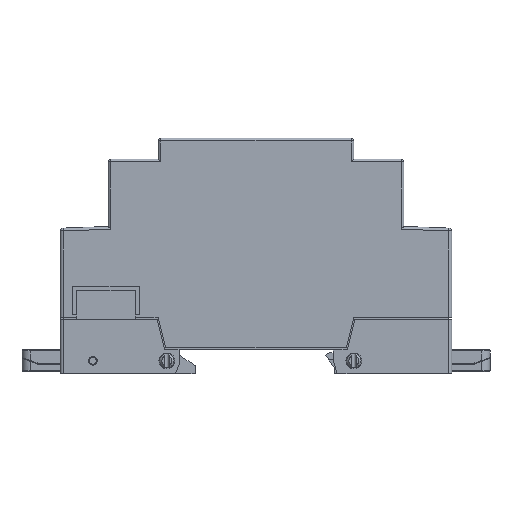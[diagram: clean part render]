
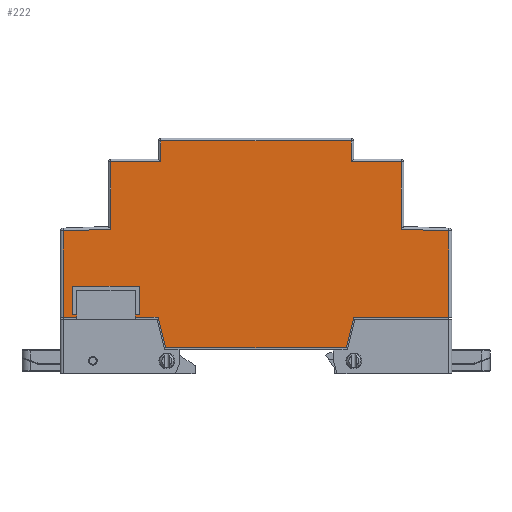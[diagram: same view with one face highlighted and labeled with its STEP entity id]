
A CAD part, left-side view. The second image highlights one B-rep face of the part: STEP entity #222.
In plain terms, the highlighted planar face has unit normal (-1, 0, 0).
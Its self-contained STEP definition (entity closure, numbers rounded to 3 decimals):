
#222=ADVANCED_FACE('Corps principal',(#914),#915,.F.);
#914=FACE_OUTER_BOUND('',#2022,.T.);
#915=PLANE('',#2023);
#2022=EDGE_LOOP('',(#4129,#4130,#4131,#4132,#4133,#4134,#4135,#4136,#4137,#4138,#4139,#4140,#4141,#4142,#4143,#4144,#4145,#4146,#4147,#4148,#4149,#4150,#4151,#4152));
#2023=AXIS2_PLACEMENT_3D('',#4153,#4154,#4155);
#4129=ORIENTED_EDGE('',*,*,#7682,.F.);
#4130=ORIENTED_EDGE('',*,*,#7683,.F.);
#4131=ORIENTED_EDGE('',*,*,#7675,.F.);
#4132=ORIENTED_EDGE('',*,*,#7554,.T.);
#4133=ORIENTED_EDGE('',*,*,#7549,.F.);
#4134=ORIENTED_EDGE('',*,*,#7532,.F.);
#4135=ORIENTED_EDGE('',*,*,#7539,.F.);
#4136=ORIENTED_EDGE('',*,*,#7536,.F.);
#4137=ORIENTED_EDGE('',*,*,#7547,.F.);
#4138=ORIENTED_EDGE('',*,*,#7568,.T.);
#4139=ORIENTED_EDGE('',*,*,#7571,.F.);
#4140=ORIENTED_EDGE('',*,*,#7572,.F.);
#4141=ORIENTED_EDGE('',*,*,#7528,.F.);
#4142=ORIENTED_EDGE('',*,*,#7523,.F.);
#4143=ORIENTED_EDGE('',*,*,#7575,.F.);
#4144=ORIENTED_EDGE('',*,*,#7578,.F.);
#4145=ORIENTED_EDGE('',*,*,#7611,.T.);
#4146=ORIENTED_EDGE('',*,*,#7609,.F.);
#4147=ORIENTED_EDGE('',*,*,#7662,.T.);
#4148=ORIENTED_EDGE('',*,*,#7660,.F.);
#4149=ORIENTED_EDGE('',*,*,#7657,.F.);
#4150=ORIENTED_EDGE('',*,*,#7673,.T.);
#4151=ORIENTED_EDGE('',*,*,#7671,.F.);
#4152=ORIENTED_EDGE('',*,*,#7684,.T.);
#4153=CARTESIAN_POINT('',(-17.8,0.0,0.0));
#4154=DIRECTION('',(1.0,0.0,0.0));
#4155=DIRECTION('',(0.0,1.0,-0.0));
#7523=EDGE_CURVE('',#9008,#9011,#9012,.T.);
#7528=EDGE_CURVE('',#9011,#9018,#9019,.T.);
#7532=EDGE_CURVE('',#9023,#9026,#9027,.T.);
#7536=EDGE_CURVE('',#9031,#9034,#9035,.T.);
#7539=EDGE_CURVE('',#9034,#9023,#9039,.T.);
#7547=EDGE_CURVE('',#9050,#9031,#9052,.T.);
#7549=EDGE_CURVE('',#9026,#9053,#9055,.T.);
#7554=EDGE_CURVE('',#9063,#9053,#9064,.T.);
#7568=EDGE_CURVE('',#9050,#9084,#9085,.T.);
#7571=EDGE_CURVE('',#9087,#9084,#9089,.T.);
#7572=EDGE_CURVE('',#9018,#9087,#9090,.T.);
#7575=EDGE_CURVE('',#9094,#9008,#9096,.T.);
#7578=EDGE_CURVE('',#9100,#9094,#9101,.T.);
#7609=EDGE_CURVE('',#9145,#9148,#9149,.T.);
#7611=EDGE_CURVE('',#9100,#9148,#9151,.F.);
#7657=EDGE_CURVE('',#9219,#9222,#9223,.T.);
#7660=EDGE_CURVE('',#9222,#9226,#9227,.T.);
#7662=EDGE_CURVE('',#9145,#9226,#9229,.F.);
#7671=EDGE_CURVE('',#9239,#9242,#9243,.T.);
#7673=EDGE_CURVE('',#9219,#9242,#9245,.F.);
#7675=EDGE_CURVE('',#9063,#9248,#9249,.F.);
#7682=EDGE_CURVE('',#9258,#9259,#9260,.F.);
#7683=EDGE_CURVE('',#9248,#9258,#9261,.T.);
#7684=EDGE_CURVE('',#9239,#9259,#9262,.F.);
#9008=VERTEX_POINT('',#11548);
#9011=VERTEX_POINT('',#11552);
#9012=LINE('',#11553,#11554);
#9018=VERTEX_POINT('',#11564);
#9019=LINE('',#11565,#11566);
#9023=VERTEX_POINT('',#11572);
#9026=VERTEX_POINT('',#11576);
#9027=LINE('',#11577,#11578);
#9031=VERTEX_POINT('',#11584);
#9034=VERTEX_POINT('',#11588);
#9035=LINE('',#11589,#11590);
#9039=LINE('',#11596,#11597);
#9050=VERTEX_POINT('',#11614);
#9052=LINE('',#11617,#11618);
#9053=VERTEX_POINT('',#11619);
#9055=LINE('',#11622,#11623);
#9063=VERTEX_POINT('',#11635);
#9064=LINE('',#11636,#11637);
#9084=VERTEX_POINT('',#11670);
#9085=LINE('',#11671,#11672);
#9087=VERTEX_POINT('',#11675);
#9089=LINE('',#11678,#11679);
#9090=LINE('',#11680,#11681);
#9094=VERTEX_POINT('',#11686);
#9096=LINE('',#11688,#11689);
#9100=VERTEX_POINT('',#11694);
#9101=LINE('',#11695,#11696);
#9145=VERTEX_POINT('',#11762);
#9148=VERTEX_POINT('',#11765);
#9149=LINE('',#11766,#11767);
#9151=LINE('',#11774,#11775);
#9219=VERTEX_POINT('',#11889);
#9222=VERTEX_POINT('',#11892);
#9223=LINE('',#11893,#11894);
#9226=VERTEX_POINT('',#11897);
#9227=LINE('',#11898,#11899);
#9229=LINE('',#11909,#11910);
#9239=VERTEX_POINT('',#11925);
#9242=VERTEX_POINT('',#11928);
#9243=LINE('',#11929,#11930);
#9245=LINE('',#11940,#11941);
#9248=VERTEX_POINT('',#11945);
#9249=LINE('',#11946,#11947);
#9258=VERTEX_POINT('',#11960);
#9259=VERTEX_POINT('',#11961);
#9260=LINE('',#11962,#11963);
#9261=LINE('',#11964,#11965);
#9262=LINE('',#11966,#11967);
#11548=CARTESIAN_POINT('',(-17.8,-22.5,0.));
#11552=CARTESIAN_POINT('',(-17.8,-20.755,-7.0));
#11553=CARTESIAN_POINT('',(-17.8,-21.627,-3.5));
#11554=VECTOR('',#15022,1.0);
#11564=CARTESIAN_POINT('',(-17.8,20.755,-7.0));
#11565=CARTESIAN_POINT('',(-17.8,0.,-7.0));
#11566=VECTOR('',#15027,1.0);
#11572=CARTESIAN_POINT('',(-17.8,42.2,7.1));
#11576=CARTESIAN_POINT('',(-17.8,42.2,0.6));
#11577=CARTESIAN_POINT('',(-17.8,42.2,3.85));
#11578=VECTOR('',#15031,1.0);
#11584=CARTESIAN_POINT('',(-17.8,26.8,0.6));
#11588=CARTESIAN_POINT('',(-17.8,26.8,7.1));
#11589=CARTESIAN_POINT('',(-17.8,26.8,3.85));
#11590=VECTOR('',#15035,1.0);
#11596=CARTESIAN_POINT('',(-17.8,34.5,7.1));
#11597=VECTOR('',#15038,1.0);
#11614=CARTESIAN_POINT('',(-17.8,27.75,0.6));
#11617=CARTESIAN_POINT('',(-17.8,27.275,0.6));
#11618=VECTOR('',#15046,1.0);
#11619=CARTESIAN_POINT('',(-17.8,41.25,0.6));
#11622=CARTESIAN_POINT('',(-17.8,41.725,0.6));
#11623=VECTOR('',#15048,1.0);
#11635=CARTESIAN_POINT('',(-17.8,41.25,0.));
#11636=CARTESIAN_POINT('',(-17.8,41.25,0.3));
#11637=VECTOR('',#15053,1.0);
#11670=CARTESIAN_POINT('',(-17.8,27.75,0.));
#11671=CARTESIAN_POINT('',(-17.8,27.75,0.3));
#11672=VECTOR('',#15067,1.0);
#11675=CARTESIAN_POINT('',(-17.8,22.5,0.));
#11678=CARTESIAN_POINT('',(-17.8,25.125,0.));
#11679=VECTOR('',#15070,1.0);
#11680=CARTESIAN_POINT('',(-17.8,21.627,-3.5));
#11681=VECTOR('',#15071,1.0);
#11686=CARTESIAN_POINT('',(-17.8,-44.35,0.));
#11688=CARTESIAN_POINT('',(-17.8,-33.425,0.));
#11689=VECTOR('',#15076,1.0);
#11694=CARTESIAN_POINT('',(-17.8,-44.35,19.872));
#11695=CARTESIAN_POINT('',(-17.8,-44.35,17.103));
#11696=VECTOR('',#15081,1.0);
#11762=CARTESIAN_POINT('',(-17.8,-33.35,35.75));
#11765=CARTESIAN_POINT('',(-17.8,-33.35,20.256));
#11766=CARTESIAN_POINT('',(-17.8,-33.35,17.103));
#11767=VECTOR('',#15135,1.0);
#11774=CARTESIAN_POINT('',(-17.8,0.325,21.432));
#11775=VECTOR('',#15136,1.0);
#11889=CARTESIAN_POINT('',(-17.8,21.85,40.556));
#11892=CARTESIAN_POINT('',(-17.8,-21.85,40.556));
#11893=CARTESIAN_POINT('',(-17.8,0.325,40.556));
#11894=VECTOR('',#15213,1.0);
#11897=CARTESIAN_POINT('',(-17.8,-21.85,35.75));
#11898=CARTESIAN_POINT('',(-17.8,-21.85,17.103));
#11899=VECTOR('',#15220,1.0);
#11909=CARTESIAN_POINT('',(-17.8,0.325,35.75));
#11910=VECTOR('',#15221,1.0);
#11925=CARTESIAN_POINT('',(-17.8,33.35,35.75));
#11928=CARTESIAN_POINT('',(-17.8,21.85,35.75));
#11929=CARTESIAN_POINT('',(-17.8,0.325,35.75));
#11930=VECTOR('',#15236,1.0);
#11940=CARTESIAN_POINT('',(-17.8,21.85,17.103));
#11941=VECTOR('',#15237,1.0);
#11945=CARTESIAN_POINT('',(-17.8,44.35,0.));
#11946=CARTESIAN_POINT('',(-17.8,42.8,0.));
#11947=VECTOR('',#15239,1.0);
#11960=CARTESIAN_POINT('',(-17.8,44.35,19.872));
#11961=CARTESIAN_POINT('',(-17.8,33.35,20.256));
#11962=CARTESIAN_POINT('',(-17.8,38.85,20.064));
#11963=VECTOR('',#15250,1.0);
#11964=CARTESIAN_POINT('',(-17.8,44.35,9.936));
#11965=VECTOR('',#15251,1.0);
#11966=CARTESIAN_POINT('',(-17.8,33.35,28.003));
#11967=VECTOR('',#15252,1.0);
#15022=DIRECTION('',(0.0,0.242,-0.97));
#15027=DIRECTION('',(0.0,1.0,0.0));
#15031=DIRECTION('',(0.0,0.0,-1.0));
#15035=DIRECTION('',(0.0,0.,1.0));
#15038=DIRECTION('',(0.0,1.0,0.0));
#15046=DIRECTION('',(0.0,-1.0,0.0));
#15048=DIRECTION('',(0.0,-1.0,0.0));
#15053=DIRECTION('',(0.0,0.0,1.0));
#15067=DIRECTION('',(0.0,0.0,-1.0));
#15070=DIRECTION('',(0.0,1.0,0.0));
#15071=DIRECTION('',(0.0,0.242,0.97));
#15076=DIRECTION('',(0.0,1.0,0.0));
#15081=DIRECTION('',(0.0,0.0,-1.0));
#15135=DIRECTION('',(0.0,0.0,-1.0));
#15136=DIRECTION('',(0.0,-0.999,-0.035));
#15213=DIRECTION('',(0.0,-1.0,0.0));
#15220=DIRECTION('',(0.0,0.0,-1.0));
#15221=DIRECTION('',(0.0,-1.0,0.0));
#15236=DIRECTION('',(0.0,-1.0,0.0));
#15237=DIRECTION('',(0.0,0.0,1.0));
#15239=DIRECTION('',(0.0,-1.0,0.0));
#15250=DIRECTION('',(0.0,0.999,-0.035));
#15251=DIRECTION('',(0.0,0.0,1.0));
#15252=DIRECTION('',(0.0,0.0,1.0));
